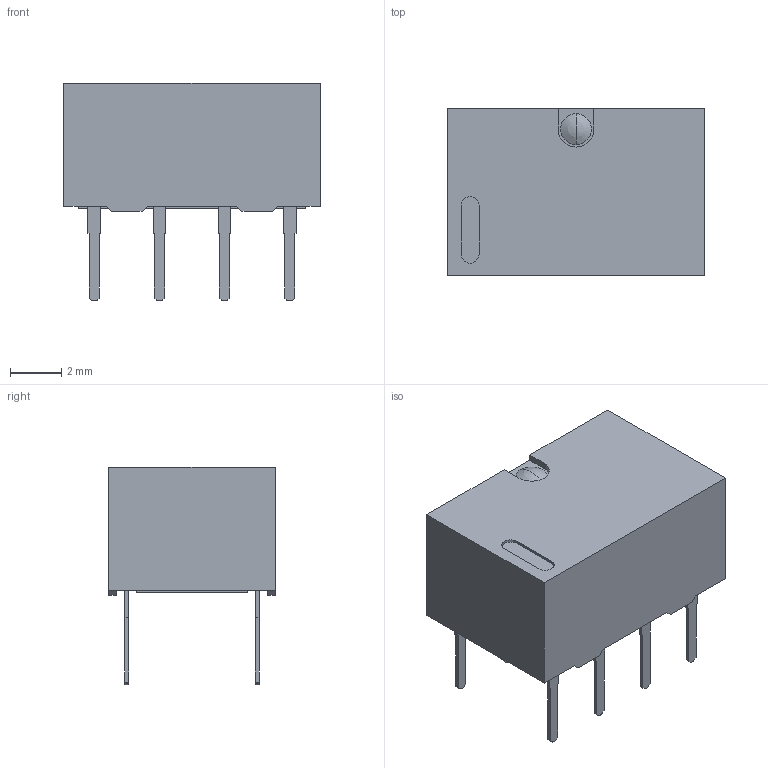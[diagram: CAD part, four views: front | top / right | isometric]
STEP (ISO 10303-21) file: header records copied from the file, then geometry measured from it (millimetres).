
FILE_DESCRIPTION(('FreeCAD Model'),'2;1');
FILE_NAME('G6K_2P.step', '2017-03-22T17:13:18',('kicad StepUp'),('ksu MCAD'), 'Open CASCADE STEP processor 6.8','FreeCAD','Unknown');
FILE_SCHEMA(('AUTOMOTIVE_DESIGN_CC2 { 1 2 10303 214 -1 1 5 4 }'));
Length unit declared in the file: millimetre
Products named in the file (1): G6K_2P
Bounding box: 10 x 6.5 x 8.5 mm (x, y, z)
Volume: 317.6 mm3; surface area: 328.6 mm2
Topology: 1 solids, 1 shells, 132 faces, 360 edges, 239 vertices
Faces by surface type: plane 113, cylinder 17, revolution 2
Entity records: 4141 total; most frequent: CARTESIAN_POINT 742, ORIENTED_EDGE 716, DIRECTION 660, EDGE_CURVE 358, LINE 320, VECTOR 320, VERTEX_POINT 239, AXIS2_PLACEMENT_3D 169
